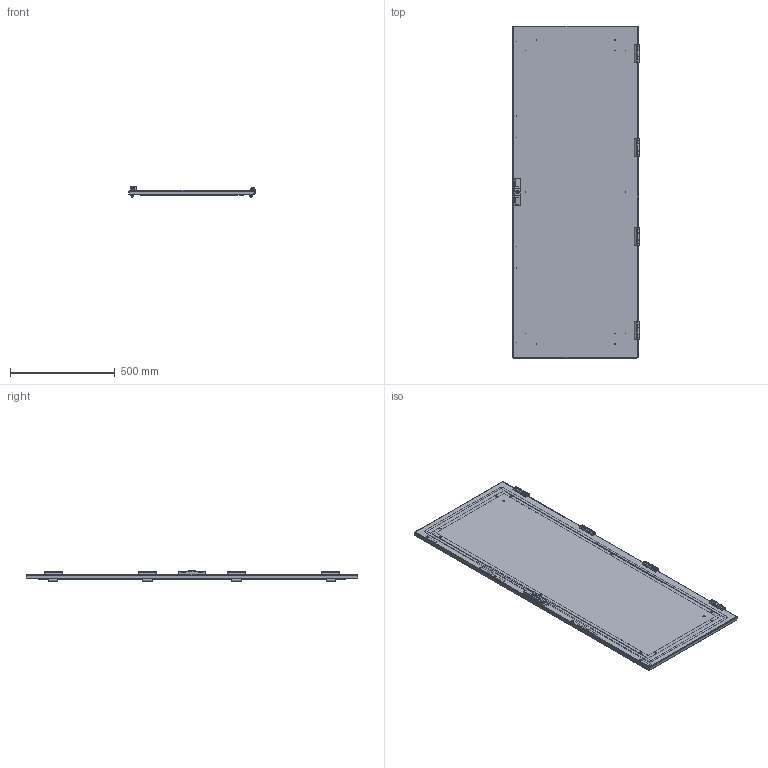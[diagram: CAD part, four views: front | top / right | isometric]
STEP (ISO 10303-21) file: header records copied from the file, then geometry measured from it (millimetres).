
FILE_DESCRIPTION (( 'STEP AP203' ), '1' );
FILE_NAME ('UR88103166000 Äâåðü ãëóõàÿ RS52 160.60 ÍÏ (000.801.578-01).STEP', '2022-04-08T09:09:57', ( '' ), ( '' ), 'SwSTEP 2.0', 'SolidWorks 2017', '' );
FILE_SCHEMA (( 'CONFIG_CONTROL_DESIGN' ));
Length unit declared in the file: millimetre
Products named in the file (33): 028-126 Ñêîáà LC3; Óïëîòíèòåëü ÏÏÓ äëÿ äâåðêè LC3_07 (160å60); Ãàéêà Ýðèêñîíà Ì5 ñ ïëîñêîé ãîëîâêîé; Øïèëüêà çàçåìëåíèÿ CKF CS_Œ6å16; Øïèëüêà ðåçüáîâàÿ Ì6_Œ5å12; 000.800.094 Ïëàíêà çàïîðíàÿ_02 (160.00); 000.210.587 Îñíîâàíèå äâåðè RS52 160.00 ÍÏ_01 (160.60); MS896 Çàìîê-íàêëàäêà îñíîâíàÿ äëÿ LC_Žâªàëâ®; 028-98 Ñêîáà; 016-95 Øòûðü ïåòëè íàðóæíîé LC3; 000.800.092 Ïëàíêà çàïîðíàÿ_01 (160.00); 037-53 Âíóòðåííÿÿ ÷àñòü ïåòëè íàðóæíîé; 000.800.093 Ïëàíêà çàïîðíàÿ_02 (160.00); 054-200 Ñòîéêà äâåðè RS52_02 (160.00); 040-195 Ïëàíêà çàïîðíàÿ_02 (160.00); 029-373 Ñîåäèíèòåëü óãëîâîé ðàìêè äâåðè RS52; UR88103166000 Äâåðü ãëóõàÿ RS52 160.60 ÍÏ (000.801.578-01); 000.231.045 Ðàìà óñèëèâàþùàÿ RS52_10 (160.60); 040-194 Ïëàíêà çàïîðíàÿ_02 (160.00); 012-2068 Ïàíåëü äâåðè RS52 160.00 ÍÏ_01 (160.60); 000.203.302 ﾄ粢 RS52 160.00 ﾍﾏ_01 (160.60); Øïèëüêà ðåçüáîâàÿ Ì6_Œ6å12; Âèíò DIN 7500 C TORX_Œ5å16; 048-07 Ïðóæèíà ïåòëè íàðóæíîé çàæèìíàÿ; Øàéáà 6402 Ò_Œ6; Âèíò ISO 10642 TX_Œ5å10; Ãàéêà øåñòèãðàííàÿ âûñîêàÿ ñàìîñòîïîðÿùàÿñÿ ñ ôëàíöåì ÃÎÑÒ ISO 7043_Œ6; 040-196 Ïëàíêà çàïîðíàÿ_02 (160.00); Âèíò ISO 10642 TX_Œ5å16; Âèíò DIN 7984 TORX_Œ5å10; 054-201 Ïîïåðå÷èíà äâåðè RS52_01 (00.60); 000.800.075 Ïåòëÿ íàðóæíàÿ LC3_‡ ªàëâ®; 037-54 Âíåøíÿÿ ÷àñòü ïåòëè íàðóæíîé
Assembly tree (112 placements, depth 4):
  UR88103166000 Äâåðü ãëóõàÿ RS52 160.60 ÍÏ (000.801.578-01)
    000.203.302 ﾄ粢 RS52 160.00 ﾍﾏ_01 (160.60)
      000.210.587 Îñíîâàíèå äâåðè RS52 160.00 ÍÏ_01 (160.60)
        012-2068 Ïàíåëü äâåðè RS52 160.00 ÍÏ_01 (160.60)
        Øïèëüêà çàçåìëåíèÿ CKF CS_Œ6å16  x2
        Øïèëüêà ðåçüáîâàÿ Ì6_Œ5å12  x10
        Øïèëüêà ðåçüáîâàÿ Ì6_Œ6å12  x6
      000.231.045 Ðàìà óñèëèâàþùàÿ RS52_10 (160.60)
        054-200 Ñòîéêà äâåðè RS52_02 (160.00)  x2
        054-201 Ïîïåðå÷èíà äâåðè RS52_01 (00.60)  x2
        029-373 Ñîåäèíèòåëü óãëîâîé ðàìêè äâåðè RS52  x4
        Âèíò DIN 7500 C TORX_Œ5å16  x8
      Ãàéêà Ýðèêñîíà Ì5 ñ ïëîñêîé ãîëîâêîé  x10
      Óïëîòíèòåëü ÏÏÓ äëÿ äâåðêè LC3_07 (160å60)
      MS896 Çàìîê-íàêëàäêà îñíîâíàÿ äëÿ LC_Žâªàëâ®
      Âèíò ISO 10642 TX_Œ5å10  x2
      000.800.092 Ïëàíêà çàïîðíàÿ_01 (160.00)
        040-194 Ïëàíêà çàïîðíàÿ_02 (160.00)
        028-98 Ñêîáà  x2
      000.800.093 Ïëàíêà çàïîðíàÿ_02 (160.00)
        040-195 Ïëàíêà çàïîðíàÿ_02 (160.00)
        028-98 Ñêîáà
      000.800.094 Ïëàíêà çàïîðíàÿ_02 (160.00)
        040-196 Ïëàíêà çàïîðíàÿ_02 (160.00)
        028-98 Ñêîáà
      Ãàéêà øåñòèãðàííàÿ âûñîêàÿ ñàìîñòîïîðÿùàÿñÿ ñ ôëàíöåì ÃÎÑÒ ISO 7043_Œ6  x6
      Øàéáà 6402 Ò_Œ6  x6
    000.800.075 Ïåòëÿ íàðóæíàÿ LC3_‡ ªàëâ®  x4
      037-53 Âíóòðåííÿÿ ÷àñòü ïåòëè íàðóæíîé
      037-54 Âíåøíÿÿ ÷àñòü ïåòëè íàðóæíîé
      048-07 Ïðóæèíà ïåòëè íàðóæíîé çàæèìíàÿ
      016-95 Øòûðü ïåòëè íàðóæíîé LC3
    Âèíò ISO 10642 TX_Œ5å16  x16
    Âèíò DIN 7984 TORX_Œ5å10  x8
    028-126 Ñêîáà LC3  x4
Bounding box: 601.3 x 1584 x 48.05 mm (x, y, z)
Volume: 2977624.5 mm3; surface area: 2983480.8 mm2
Topology: 125 solids, 129 shells, 4832 faces, 12801 edges, 8191 vertices
Faces by surface type: cylinder 2179, plane 1699, cone 536, torus 230, bspline 172, sphere 16
Entity records: 52371 total; most frequent: CARTESIAN_POINT 10910, DIRECTION 7782, ORIENTED_EDGE 7252, EDGE_CURVE 3629, AXIS2_PLACEMENT_3D 2936, VERTEX_POINT 2328, LINE 1910, VECTOR 1910
